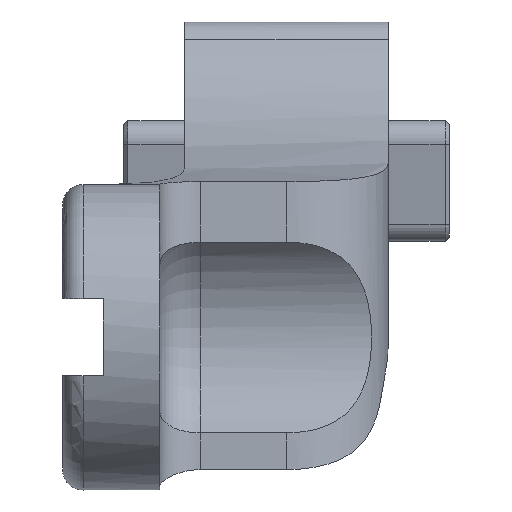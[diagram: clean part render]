
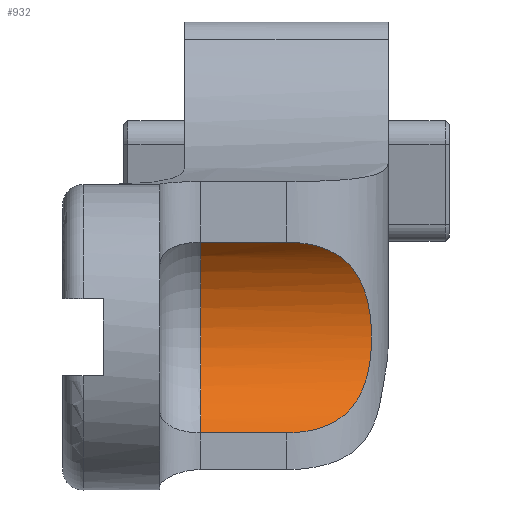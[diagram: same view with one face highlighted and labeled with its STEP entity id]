
A CAD part, top view. The second image highlights one B-rep face of the part: STEP entity #932.
In plain terms, the highlighted cylindrical face has radius 6 mm (diameter 12 mm), a partial arc.
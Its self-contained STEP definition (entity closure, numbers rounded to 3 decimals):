
#72=B_SPLINE_CURVE_WITH_KNOTS('',3,(#2193,#2194,#2195,#2196,#2197,#2198,
#2199,#2200,#2201,#2202,#2203,#2204,#2205,#2206,#2207,#2208,#2209,#2210,
#2211,#2212,#2213,#2214,#2215,#2216,#2217,#2218,#2219),.UNSPECIFIED.,.F.,
 .F.,(4,2,2,2,2,2,3,2,2,2,2,2,4),(-0.728,-0.61,
-0.492,-0.42,-0.349,-0.174,
0.,0.174,0.349,0.42,
0.492,0.61,0.728),.UNSPECIFIED.);
#81=CYLINDRICAL_SURFACE('',#1014,6.);
#110=CIRCLE('',#1015,6.);
#154=FACE_OUTER_BOUND('',#206,.T.);
#206=EDGE_LOOP('',(#772,#773,#774,#775));
#276=LINE('',#2223,#343);
#277=LINE('',#2226,#344);
#343=VECTOR('',#1190,10.);
#344=VECTOR('',#1193,10.);
#437=VERTEX_POINT('',#2190);
#438=VERTEX_POINT('',#2192);
#439=VERTEX_POINT('',#2222);
#440=VERTEX_POINT('',#2224);
#563=EDGE_CURVE('',#437,#438,#72,.T.);
#565=EDGE_CURVE('',#439,#437,#276,.T.);
#566=EDGE_CURVE('',#440,#439,#110,.T.);
#567=EDGE_CURVE('',#438,#440,#277,.T.);
#772=ORIENTED_EDGE('',*,*,#563,.F.);
#773=ORIENTED_EDGE('',*,*,#565,.F.);
#774=ORIENTED_EDGE('',*,*,#566,.F.);
#775=ORIENTED_EDGE('',*,*,#567,.F.);
#932=ADVANCED_FACE('',(#154),#81,.F.);
#1014=AXIS2_PLACEMENT_3D('',#2221,#1188,#1189);
#1015=AXIS2_PLACEMENT_3D('',#2225,#1191,#1192);
#1188=DIRECTION('center_axis',(1.,0.,0.));
#1189=DIRECTION('ref_axis',(0.,1.,0.));
#1190=DIRECTION('',(1.,0.,0.));
#1191=DIRECTION('center_axis',(1.,0.,0.));
#1192=DIRECTION('ref_axis',(0.,0.,-1.));
#1193=DIRECTION('',(-1.,0.,0.));
#2190=CARTESIAN_POINT('',(0.,-0.317,28.828));
#2192=CARTESIAN_POINT('',(0.,-9.685,28.827));
#2193=CARTESIAN_POINT('Ctrl Pts',(0.,-0.317,
28.828));
#2194=CARTESIAN_POINT('Ctrl Pts',(0.394,-0.317,
28.828));
#2195=CARTESIAN_POINT('Ctrl Pts',(0.818,-0.356,
28.778));
#2196=CARTESIAN_POINT('Ctrl Pts',(1.621,-0.529,28.576));
#2197=CARTESIAN_POINT('Ctrl Pts',(1.998,-0.664,28.425));
#2198=CARTESIAN_POINT('Ctrl Pts',(2.504,-0.938,28.161));
#2199=CARTESIAN_POINT('Ctrl Pts',(2.698,-1.068,28.043));
#2200=CARTESIAN_POINT('Ctrl Pts',(3.047,-1.369,27.798));
#2201=CARTESIAN_POINT('Ctrl Pts',(3.201,-1.54,27.673));
#2202=CARTESIAN_POINT('Ctrl Pts',(3.631,-2.124,27.289));
#2203=CARTESIAN_POINT('Ctrl Pts',(3.85,-2.649,27.026));
#2204=CARTESIAN_POINT('Ctrl Pts',(4.12,-3.797,26.669));
#2205=CARTESIAN_POINT('Ctrl Pts',(4.176,-4.42,26.578));
#2206=CARTESIAN_POINT('Ctrl Pts',(4.176,-5.001,26.578));
#2207=CARTESIAN_POINT('Ctrl Pts',(4.176,-5.582,26.578));
#2208=CARTESIAN_POINT('Ctrl Pts',(4.12,-6.204,26.669));
#2209=CARTESIAN_POINT('Ctrl Pts',(3.85,-7.353,27.025));
#2210=CARTESIAN_POINT('Ctrl Pts',(3.631,-7.878,27.289));
#2211=CARTESIAN_POINT('Ctrl Pts',(3.201,-8.462,27.672));
#2212=CARTESIAN_POINT('Ctrl Pts',(3.047,-8.633,27.798));
#2213=CARTESIAN_POINT('Ctrl Pts',(2.698,-8.934,28.042));
#2214=CARTESIAN_POINT('Ctrl Pts',(2.504,-9.064,28.16));
#2215=CARTESIAN_POINT('Ctrl Pts',(1.998,-9.338,28.424));
#2216=CARTESIAN_POINT('Ctrl Pts',(1.621,-9.473,28.575));
#2217=CARTESIAN_POINT('Ctrl Pts',(0.818,-9.646,28.777));
#2218=CARTESIAN_POINT('Ctrl Pts',(0.394,-9.685,28.827));
#2219=CARTESIAN_POINT('Ctrl Pts',(0.,-9.685,28.827));
#2221=CARTESIAN_POINT('Origin',(0.,-5.001,32.578));
#2222=CARTESIAN_POINT('',(-4.226,-0.317,28.828));
#2223=CARTESIAN_POINT('',(0.,-0.317,28.828));
#2224=CARTESIAN_POINT('',(-4.226,-9.685,28.827));
#2225=CARTESIAN_POINT('Origin',(-4.226,-5.001,32.578));
#2226=CARTESIAN_POINT('',(0.,-9.685,28.827));
